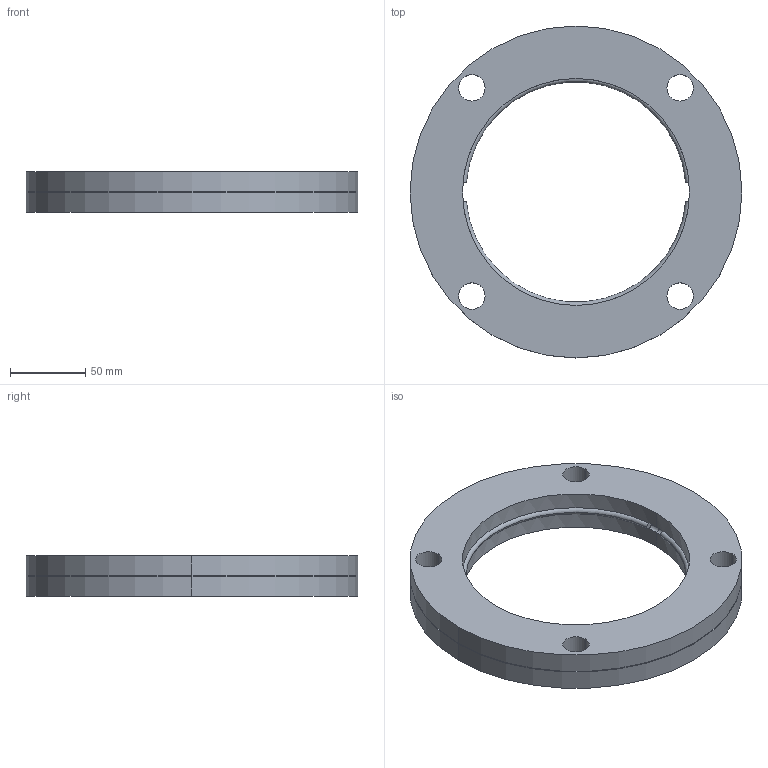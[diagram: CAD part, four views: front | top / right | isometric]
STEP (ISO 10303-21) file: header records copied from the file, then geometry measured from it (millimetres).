
FILE_DESCRIPTION (( 'STEP AP203' ), '1' );
FILE_NAME ('D_150.step', '2018-12-22T23:09:20', ( '' ), ( '' ), 'SwSTEP 2.0', 'SolidWorks 2016', '' );
FILE_SCHEMA (( 'CONFIG_CONTROL_DESIGN' ));
Length unit declared in the file: millimetre
Products named in the file (1): D_150
Bounding box: 220 x 220 x 27 mm (x, y, z)
Volume: 514268 mm3; surface area: 113248.3 mm2
Topology: 1 solids, 1 shells, 44 faces, 114 edges, 70 vertices
Faces by surface type: cylinder 24, torus 12, plane 8
Entity records: 1505 total; most frequent: DIRECTION 294, CARTESIAN_POINT 229, ORIENTED_EDGE 228, AXIS2_PLACEMENT_3D 135, EDGE_CURVE 114, CIRCLE 90, VERTEX_POINT 70, EDGE_LOOP 64
